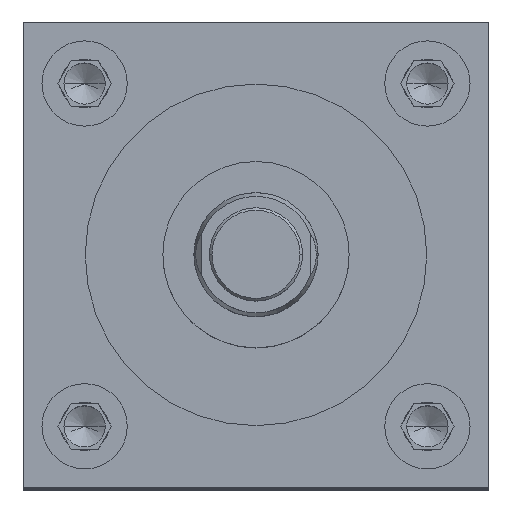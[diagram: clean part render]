
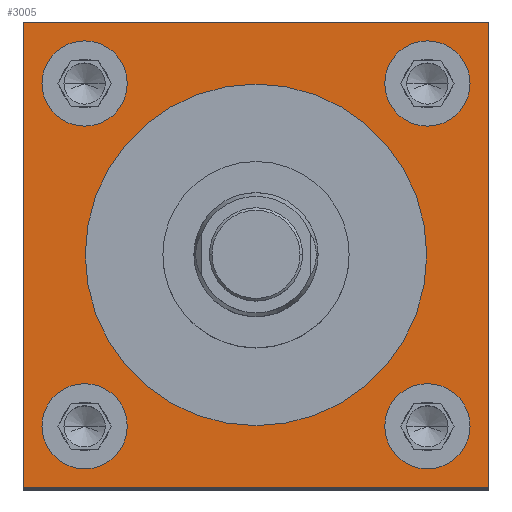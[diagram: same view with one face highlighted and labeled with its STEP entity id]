
A CAD part, top view. The second image highlights one B-rep face of the part: STEP entity #3005.
In plain terms, the highlighted planar face has unit normal (0, 0, 1).
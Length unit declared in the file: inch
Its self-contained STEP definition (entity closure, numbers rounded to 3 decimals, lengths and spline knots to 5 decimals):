
#63 = DIRECTION ( 'NONE',  ( 1., 0., 0. ) ) ;
#67 = EDGE_LOOP ( 'NONE', ( #2726, #4360 ) ) ;
#88 = CARTESIAN_POINT ( 'NONE',  ( -1.38, -1.38, 10.25 ) ) ;
#96 = CIRCLE ( 'NONE', #1884, 0.3435 ) ;
#143 = EDGE_CURVE ( 'NONE', #5911, #3865, #4304, .T. ) ;
#154 = EDGE_CURVE ( 'NONE', #3865, #5911, #2157, .T. ) ;
#219 = PLANE ( 'NONE',  #4261 ) ;
#258 = ORIENTED_EDGE ( 'NONE', *, *, #1553, .F. ) ;
#281 = VECTOR ( 'NONE', #2822, 39.37008 ) ;
#340 = ORIENTED_EDGE ( 'NONE', *, *, #1771, .F. ) ;
#475 = EDGE_CURVE ( 'NONE', #4135, #5119, #1896, .T. ) ;
#527 = CARTESIAN_POINT ( 'NONE',  ( 0., 0., 10.25 ) ) ;
#704 = FACE_BOUND ( 'NONE', #3101, .T. ) ;
#713 = VECTOR ( 'NONE', #3036, 39.37008 ) ;
#731 = EDGE_LOOP ( 'NONE', ( #5090, #1033 ) ) ;
#760 = EDGE_LOOP ( 'NONE', ( #4645, #258 ) ) ;
#827 = DIRECTION ( 'NONE',  ( 1., 0., 0. ) ) ;
#965 = AXIS2_PLACEMENT_3D ( 'NONE', #1806, #4708, #3758 ) ;
#990 = AXIS2_PLACEMENT_3D ( 'NONE', #2956, #4897, #2493 ) ;
#995 = CARTESIAN_POINT ( 'NONE',  ( -1.875, -1.875, 10.25 ) ) ;
#1014 = DIRECTION ( 'NONE',  ( 0., 0., 1. ) ) ;
#1033 = ORIENTED_EDGE ( 'NONE', *, *, #143, .F. ) ;
#1046 = VERTEX_POINT ( 'NONE', #1986 ) ;
#1116 = CARTESIAN_POINT ( 'NONE',  ( -1.875, -1.875, 10.25 ) ) ;
#1135 = AXIS2_PLACEMENT_3D ( 'NONE', #88, #5806, #3408 ) ;
#1277 = VERTEX_POINT ( 'NONE', #4192 ) ;
#1287 = VERTEX_POINT ( 'NONE', #5260 ) ;
#1431 = AXIS2_PLACEMENT_3D ( 'NONE', #2472, #1014, #63 ) ;
#1507 = CARTESIAN_POINT ( 'NONE',  ( 1.38, 1.38, 10.25 ) ) ;
#1553 = EDGE_CURVE ( 'NONE', #2411, #4635, #2634, .T. ) ;
#1585 = ORIENTED_EDGE ( 'NONE', *, *, #2492, .T. ) ;
#1590 = DIRECTION ( 'NONE',  ( 1., 0., 0. ) ) ;
#1601 = EDGE_CURVE ( 'NONE', #4558, #3219, #2543, .T. ) ;
#1758 = DIRECTION ( 'NONE',  ( 1., 0., 0. ) ) ;
#1771 = EDGE_CURVE ( 'NONE', #1046, #1287, #5274, .T. ) ;
#1779 = AXIS2_PLACEMENT_3D ( 'NONE', #3647, #5568, #1758 ) ;
#1806 = CARTESIAN_POINT ( 'NONE',  ( 1.38, -1.38, 10.25 ) ) ;
#1884 = AXIS2_PLACEMENT_3D ( 'NONE', #1507, #5337, #4838 ) ;
#1896 = CIRCLE ( 'NONE', #990, 0.3435 ) ;
#1969 = EDGE_CURVE ( 'NONE', #4635, #2411, #5754, .T. ) ;
#1986 = CARTESIAN_POINT ( 'NONE',  ( 1.375, 0., 10.25 ) ) ;
#2125 = ORIENTED_EDGE ( 'NONE', *, *, #5049, .T. ) ;
#2157 = CIRCLE ( 'NONE', #4486, 0.3435 ) ;
#2160 = CARTESIAN_POINT ( 'NONE',  ( -1.38, 1.38, 10.25 ) ) ;
#2233 = AXIS2_PLACEMENT_3D ( 'NONE', #2160, #5926, #1590 ) ;
#2387 = LINE ( 'NONE', #995, #5279 ) ;
#2411 = VERTEX_POINT ( 'NONE', #6142 ) ;
#2466 = ORIENTED_EDGE ( 'NONE', *, *, #4475, .F. ) ;
#2472 = CARTESIAN_POINT ( 'NONE',  ( 0., 0., 10.25 ) ) ;
#2492 = EDGE_CURVE ( 'NONE', #3222, #4558, #2387, .T. ) ;
#2493 = DIRECTION ( 'NONE',  ( 1., 0., 0. ) ) ;
#2543 = LINE ( 'NONE', #1116, #5869 ) ;
#2545 = DIRECTION ( 'NONE',  ( 0., -1., 0. ) ) ;
#2595 = DIRECTION ( 'NONE',  ( 0., 0., -1. ) ) ;
#2623 = FACE_BOUND ( 'NONE', #731, .T. ) ;
#2634 = CIRCLE ( 'NONE', #2233, 0.3435 ) ;
#2709 = CARTESIAN_POINT ( 'NONE',  ( 1.7235, 1.38, 10.25 ) ) ;
#2726 = ORIENTED_EDGE ( 'NONE', *, *, #4011, .F. ) ;
#2822 = DIRECTION ( 'NONE',  ( 0., 1., 0. ) ) ;
#2913 = EDGE_CURVE ( 'NONE', #1287, #1046, #5795, .T. ) ;
#2956 = CARTESIAN_POINT ( 'NONE',  ( 1.38, 1.38, 10.25 ) ) ;
#3005 = ADVANCED_FACE ( 'NONE', ( #2623, #3602, #4054, #4027, #704, #4083 ), #219, .F. ) ;
#3008 = CARTESIAN_POINT ( 'NONE',  ( -1.38, 1.38, 10.25 ) ) ;
#3036 = DIRECTION ( 'NONE',  ( -1., 0., 0. ) ) ;
#3101 = EDGE_LOOP ( 'NONE', ( #340, #3626 ) ) ;
#3190 = EDGE_LOOP ( 'NONE', ( #1585, #4971, #6136, #2125 ) ) ;
#3219 = VERTEX_POINT ( 'NONE', #3851 ) ;
#3222 = VERTEX_POINT ( 'NONE', #3377 ) ;
#3325 = EDGE_CURVE ( 'NONE', #3727, #5500, #3856, .T. ) ;
#3364 = CARTESIAN_POINT ( 'NONE',  ( 1.0365, 1.38, 10.25 ) ) ;
#3377 = CARTESIAN_POINT ( 'NONE',  ( -1.875, 1.875, 10.25 ) ) ;
#3408 = DIRECTION ( 'NONE',  ( 1., 0., 0. ) ) ;
#3543 = CARTESIAN_POINT ( 'NONE',  ( -1.875, 1.875, 10.25 ) ) ;
#3602 = FACE_BOUND ( 'NONE', #4505, .T. ) ;
#3626 = ORIENTED_EDGE ( 'NONE', *, *, #2913, .F. ) ;
#3627 = DIRECTION ( 'NONE',  ( -1., 0., 0. ) ) ;
#3647 = CARTESIAN_POINT ( 'NONE',  ( -1.38, -1.38, 10.25 ) ) ;
#3727 = VERTEX_POINT ( 'NONE', #5236 ) ;
#3758 = DIRECTION ( 'NONE',  ( 1., 0., 0. ) ) ;
#3851 = CARTESIAN_POINT ( 'NONE',  ( 1.875, -1.875, 10.25 ) ) ;
#3856 = CIRCLE ( 'NONE', #1135, 0.3435 ) ;
#3865 = VERTEX_POINT ( 'NONE', #5514 ) ;
#3870 = LINE ( 'NONE', #4383, #281 ) ;
#3890 = DIRECTION ( 'NONE',  ( 0., 0., 1. ) ) ;
#3998 = AXIS2_PLACEMENT_3D ( 'NONE', #527, #3890, #4909 ) ;
#4011 = EDGE_CURVE ( 'NONE', #5500, #3727, #5207, .T. ) ;
#4027 = FACE_BOUND ( 'NONE', #760, .T. ) ;
#4054 = FACE_BOUND ( 'NONE', #67, .T. ) ;
#4072 = EDGE_CURVE ( 'NONE', #3219, #1277, #3870, .T. ) ;
#4083 = FACE_OUTER_BOUND ( 'NONE', #3190, .T. ) ;
#4135 = VERTEX_POINT ( 'NONE', #3364 ) ;
#4192 = CARTESIAN_POINT ( 'NONE',  ( 1.875, 1.875, 10.25 ) ) ;
#4255 = AXIS2_PLACEMENT_3D ( 'NONE', #3008, #6086, #5407 ) ;
#4261 = AXIS2_PLACEMENT_3D ( 'NONE', #3543, #2595, #3627 ) ;
#4304 = CIRCLE ( 'NONE', #965, 0.3435 ) ;
#4360 = ORIENTED_EDGE ( 'NONE', *, *, #3325, .F. ) ;
#4383 = CARTESIAN_POINT ( 'NONE',  ( 1.875, -1.875, 10.25 ) ) ;
#4475 = EDGE_CURVE ( 'NONE', #5119, #4135, #96, .T. ) ;
#4486 = AXIS2_PLACEMENT_3D ( 'NONE', #5151, #4677, #827 ) ;
#4505 = EDGE_LOOP ( 'NONE', ( #2466, #4545 ) ) ;
#4545 = ORIENTED_EDGE ( 'NONE', *, *, #475, .F. ) ;
#4558 = VERTEX_POINT ( 'NONE', #5842 ) ;
#4560 = CARTESIAN_POINT ( 'NONE',  ( -1.875, 1.875, 10.25 ) ) ;
#4635 = VERTEX_POINT ( 'NONE', #4783 ) ;
#4645 = ORIENTED_EDGE ( 'NONE', *, *, #1969, .F. ) ;
#4677 = DIRECTION ( 'NONE',  ( 0., 0., 1. ) ) ;
#4708 = DIRECTION ( 'NONE',  ( 0., 0., 1. ) ) ;
#4783 = CARTESIAN_POINT ( 'NONE',  ( -1.0365, 1.38, 10.25 ) ) ;
#4838 = DIRECTION ( 'NONE',  ( 1., 0., 0. ) ) ;
#4897 = DIRECTION ( 'NONE',  ( 0., 0., 1. ) ) ;
#4909 = DIRECTION ( 'NONE',  ( 1., 0., 0. ) ) ;
#4971 = ORIENTED_EDGE ( 'NONE', *, *, #1601, .T. ) ;
#5049 = EDGE_CURVE ( 'NONE', #1277, #3222, #5551, .T. ) ;
#5090 = ORIENTED_EDGE ( 'NONE', *, *, #154, .F. ) ;
#5119 = VERTEX_POINT ( 'NONE', #2709 ) ;
#5151 = CARTESIAN_POINT ( 'NONE',  ( 1.38, -1.38, 10.25 ) ) ;
#5207 = CIRCLE ( 'NONE', #1779, 0.3435 ) ;
#5236 = CARTESIAN_POINT ( 'NONE',  ( -1.7235, -1.38, 10.25 ) ) ;
#5260 = CARTESIAN_POINT ( 'NONE',  ( -1.375, 0., 10.25 ) ) ;
#5274 = CIRCLE ( 'NONE', #1431, 1.375 ) ;
#5279 = VECTOR ( 'NONE', #2545, 39.37008 ) ;
#5337 = DIRECTION ( 'NONE',  ( 0., 0., 1. ) ) ;
#5407 = DIRECTION ( 'NONE',  ( 1., 0., 0. ) ) ;
#5500 = VERTEX_POINT ( 'NONE', #5596 ) ;
#5505 = DIRECTION ( 'NONE',  ( 1., 0., 0. ) ) ;
#5514 = CARTESIAN_POINT ( 'NONE',  ( 1.7235, -1.38, 10.25 ) ) ;
#5551 = LINE ( 'NONE', #4560, #713 ) ;
#5568 = DIRECTION ( 'NONE',  ( 0., 0., 1. ) ) ;
#5596 = CARTESIAN_POINT ( 'NONE',  ( -1.0365, -1.38, 10.25 ) ) ;
#5754 = CIRCLE ( 'NONE', #4255, 0.3435 ) ;
#5795 = CIRCLE ( 'NONE', #3998, 1.375 ) ;
#5806 = DIRECTION ( 'NONE',  ( 0., 0., 1. ) ) ;
#5842 = CARTESIAN_POINT ( 'NONE',  ( -1.875, -1.875, 10.25 ) ) ;
#5869 = VECTOR ( 'NONE', #5505, 39.37008 ) ;
#5911 = VERTEX_POINT ( 'NONE', #6013 ) ;
#5926 = DIRECTION ( 'NONE',  ( 0., 0., 1. ) ) ;
#6013 = CARTESIAN_POINT ( 'NONE',  ( 1.0365, -1.38, 10.25 ) ) ;
#6086 = DIRECTION ( 'NONE',  ( 0., 0., 1. ) ) ;
#6136 = ORIENTED_EDGE ( 'NONE', *, *, #4072, .T. ) ;
#6142 = CARTESIAN_POINT ( 'NONE',  ( -1.7235, 1.38, 10.25 ) ) ;
